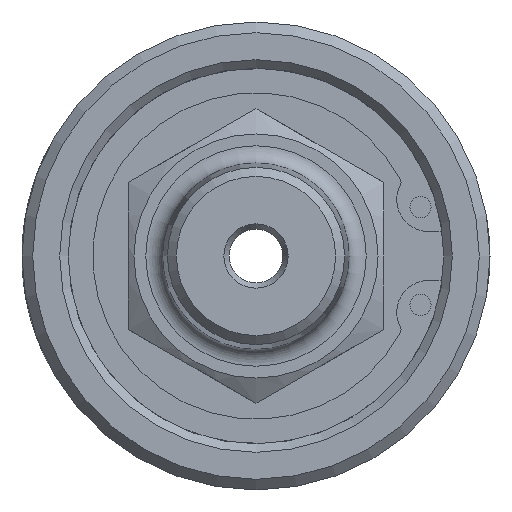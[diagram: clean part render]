
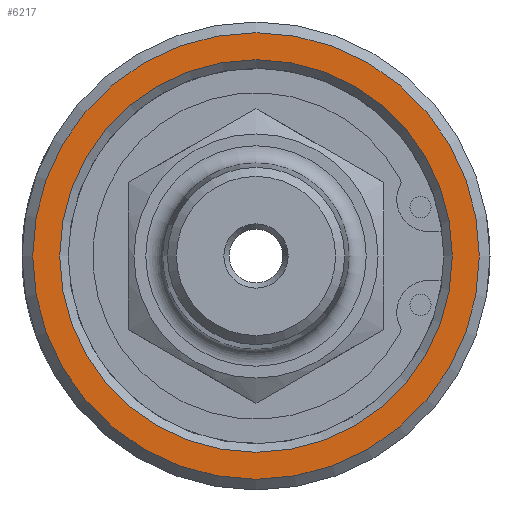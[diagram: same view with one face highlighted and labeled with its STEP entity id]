
A CAD part, left-side view. The second image highlights one B-rep face of the part: STEP entity #6217.
In plain terms, the highlighted planar face has unit normal (-1, 0, 0).
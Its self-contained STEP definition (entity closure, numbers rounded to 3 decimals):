
#1080=FACE_BOUND('',#2120,.T.);
#1281=CIRCLE('',#6634,18.34);
#1282=CIRCLE('',#6636,20.865);
#1386=PLANE('',#6635);
#1726=FACE_OUTER_BOUND('',#2119,.T.);
#2119=EDGE_LOOP('',(#5755));
#2120=EDGE_LOOP('',(#5756));
#3054=VERTEX_POINT('',#55173);
#3055=VERTEX_POINT('',#55177);
#3964=EDGE_CURVE('',#3054,#3054,#1281,.T.);
#3965=EDGE_CURVE('',#3055,#3055,#1282,.T.);
#5755=ORIENTED_EDGE('',*,*,#3965,.F.);
#5756=ORIENTED_EDGE('',*,*,#3964,.F.);
#6217=ADVANCED_FACE('',(#1726,#1080),#1386,.T.);
#6634=AXIS2_PLACEMENT_3D('',#55175,#7763,#7764);
#6635=AXIS2_PLACEMENT_3D('',#55176,#7765,#7766);
#6636=AXIS2_PLACEMENT_3D('',#55178,#7767,#7768);
#7763=DIRECTION('center_axis',(-1.,0.,0.));
#7764=DIRECTION('ref_axis',(0.,-1.,0.));
#7765=DIRECTION('center_axis',(-1.,0.,0.));
#7766=DIRECTION('ref_axis',(0.,0.,1.));
#7767=DIRECTION('center_axis',(1.,0.,0.));
#7768=DIRECTION('ref_axis',(0.,-1.,0.));
#55173=CARTESIAN_POINT('',(0.,18.34,0.));
#55175=CARTESIAN_POINT('Origin',(0.,0.,0.));
#55176=CARTESIAN_POINT('Origin',(0.,10.933,0.));
#55177=CARTESIAN_POINT('',(0.,20.865,0.));
#55178=CARTESIAN_POINT('Origin',(0.,0.,0.));
